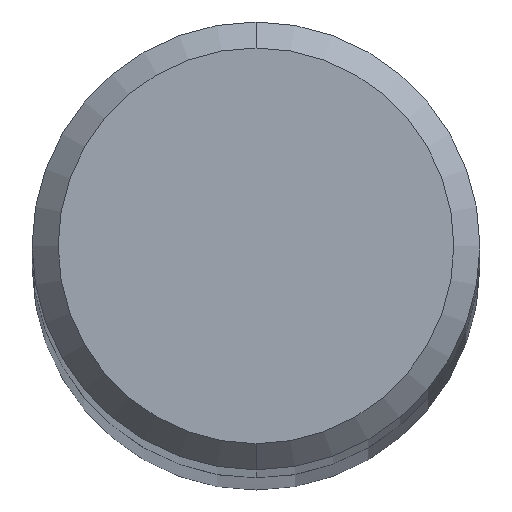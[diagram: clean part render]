
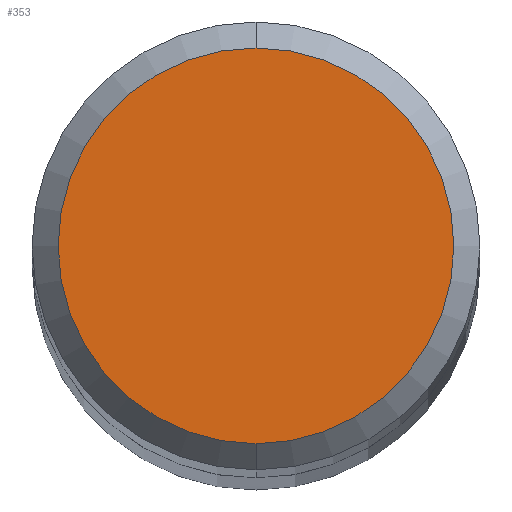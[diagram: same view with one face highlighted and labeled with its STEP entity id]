
A CAD part, top view. The second image highlights one B-rep face of the part: STEP entity #353.
In plain terms, the highlighted planar face has unit normal (0, 0, 1).
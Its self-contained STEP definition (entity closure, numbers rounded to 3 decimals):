
#185=EDGE_CURVE('',#213,#279,#461,.T.);
#213=VERTEX_POINT('',#494);
#279=VERTEX_POINT('',#562);
#323=EDGE_CURVE('',#279,#213,#610,.T.);
#353=ADVANCED_FACE('',(#645),#646,.T.);
#461=CIRCLE('',#793,3.8);
#494=CARTESIAN_POINT('',(0.,-3.8,0.0));
#562=CARTESIAN_POINT('',(0.0,3.8,0.0));
#610=CIRCLE('',#1170,3.8);
#645=FACE_OUTER_BOUND('',#1210,.T.);
#646=PLANE('',#1211);
#793=AXIS2_PLACEMENT_3D('',#1343,#1344,#1345);
#1170=AXIS2_PLACEMENT_3D('',#1491,#1492,#1493);
#1210=EDGE_LOOP('',(#1553,#1554));
#1211=AXIS2_PLACEMENT_3D('',#1555,#1556,#1557);
#1343=CARTESIAN_POINT('',(0.0,0.0,0.0));
#1344=DIRECTION('',(0.0,0.0,-1.0));
#1345=DIRECTION('',(0.0,1.0,0.0));
#1491=CARTESIAN_POINT('',(0.0,0.0,0.0));
#1492=DIRECTION('',(0.0,0.0,-1.0));
#1493=DIRECTION('',(0.0,1.0,0.0));
#1553=ORIENTED_EDGE('',*,*,#323,.F.);
#1554=ORIENTED_EDGE('',*,*,#185,.F.);
#1555=CARTESIAN_POINT('',(0.0,1.9,0.0));
#1556=DIRECTION('',(-0.0,0.0,1.0));
#1557=DIRECTION('',(0.0,-1.0,0.0));
